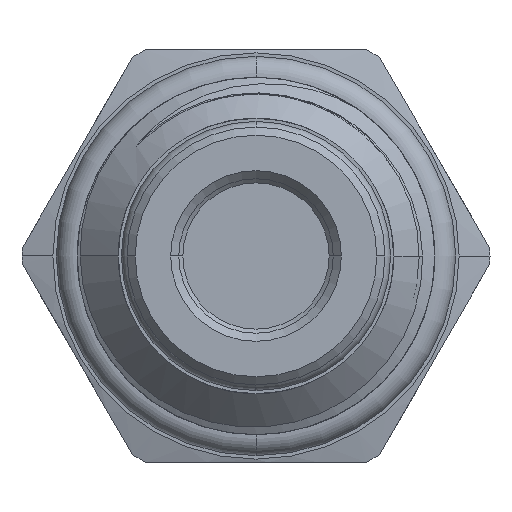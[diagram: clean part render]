
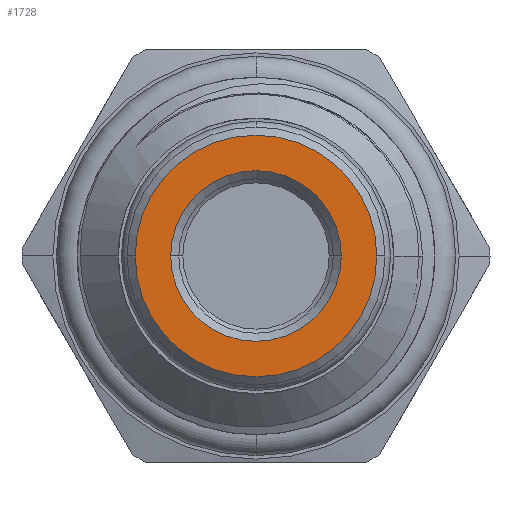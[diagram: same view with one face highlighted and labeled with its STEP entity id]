
A CAD part, left-side view. The second image highlights one B-rep face of the part: STEP entity #1728.
In plain terms, the highlighted planar face has unit normal (-1, 0, 0).
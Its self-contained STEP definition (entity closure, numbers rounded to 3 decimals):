
#81 = EDGE_LOOP ( 'NONE', ( #446, #447 ) ) ;
#444 = ORIENTED_EDGE ( 'NONE', *, *, #2630, .T. ) ;
#445 = ORIENTED_EDGE ( 'NONE', *, *, #2705, .T. ) ;
#446 = ORIENTED_EDGE ( 'NONE', *, *, #2631, .F. ) ;
#447 = ORIENTED_EDGE ( 'NONE', *, *, #2899, .F. ) ;
#643 = AXIS2_PLACEMENT_3D ( 'NONE', #5995, #5986, #5967 ) ;
#644 = AXIS2_PLACEMENT_3D ( 'NONE', #5957, #5954, #5951 ) ;
#685 = AXIS2_PLACEMENT_3D ( 'NONE', #5165, #5164, #5163 ) ;
#778 = AXIS2_PLACEMENT_3D ( 'NONE', #8297, #8296, #8295 ) ;
#1124 = CIRCLE ( 'NONE', #643, 7.435 ) ;
#1125 = CIRCLE ( 'NONE', #644, 5.25 ) ;
#1195 = CIRCLE ( 'NONE', #685, 7.435 ) ;
#1411 = CIRCLE ( 'NONE', #778, 5.25 ) ;
#1728 = ADVANCED_FACE ( 'NONE', ( #13350, #13359 ), #10419, .T. ) ;
#2237 = VERTEX_POINT ( 'NONE', #5946 ) ;
#2274 = VERTEX_POINT ( 'NONE', #5629 ) ;
#2386 = VERTEX_POINT ( 'NONE', #6254 ) ;
#2426 = VERTEX_POINT ( 'NONE', #6529 ) ;
#2601 = EDGE_LOOP ( 'NONE', ( #444, #445 ) ) ;
#2630 = EDGE_CURVE ( 'NONE', #2426, #2274, #1124, .T. ) ;
#2631 = EDGE_CURVE ( 'NONE', #2237, #2386, #1125, .T. ) ;
#2705 = EDGE_CURVE ( 'NONE', #2274, #2426, #1195, .T. ) ;
#2899 = EDGE_CURVE ( 'NONE', #2386, #2237, #1411, .T. ) ;
#3008 = AXIS2_PLACEMENT_3D ( 'NONE', #10465, #10406, #10397 ) ;
#5163 = DIRECTION ( 'NONE',  ( 0., 1., 0. ) ) ;
#5164 = DIRECTION ( 'NONE',  ( -1., 0., 0. ) ) ;
#5165 = CARTESIAN_POINT ( 'NONE',  ( -70.8, 0., 0. ) ) ;
#5629 = CARTESIAN_POINT ( 'NONE',  ( -70.8, 7.435, 0. ) ) ;
#5946 = CARTESIAN_POINT ( 'NONE',  ( -70.8, 5.25, 0. ) ) ;
#5951 = DIRECTION ( 'NONE',  ( 0., 1., 0. ) ) ;
#5954 = DIRECTION ( 'NONE',  ( -1., 0., 0. ) ) ;
#5957 = CARTESIAN_POINT ( 'NONE',  ( -70.8, 0., 0. ) ) ;
#5967 = DIRECTION ( 'NONE',  ( 0., 1., 0. ) ) ;
#5986 = DIRECTION ( 'NONE',  ( -1., 0., 0. ) ) ;
#5995 = CARTESIAN_POINT ( 'NONE',  ( -70.8, 0., 0. ) ) ;
#6254 = CARTESIAN_POINT ( 'NONE',  ( -70.8, -5.25, 0. ) ) ;
#6529 = CARTESIAN_POINT ( 'NONE',  ( -70.8, -7.435, 0. ) ) ;
#8295 = DIRECTION ( 'NONE',  ( 0., 1., 0. ) ) ;
#8296 = DIRECTION ( 'NONE',  ( -1., 0., 0. ) ) ;
#8297 = CARTESIAN_POINT ( 'NONE',  ( -70.8, 0., 0. ) ) ;
#10397 = DIRECTION ( 'NONE',  ( 0., 1., 0. ) ) ;
#10406 = DIRECTION ( 'NONE',  ( -1., 0., 0. ) ) ;
#10419 = PLANE ( 'NONE',  #3008 ) ;
#10465 = CARTESIAN_POINT ( 'NONE',  ( -70.8, 0., 0. ) ) ;
#13350 = FACE_OUTER_BOUND ( 'NONE', #2601, .T. ) ;
#13359 = FACE_BOUND ( 'NONE', #81, .T. ) ;
